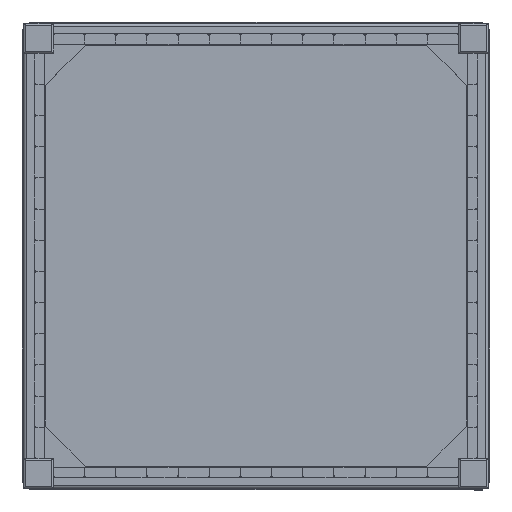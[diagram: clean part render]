
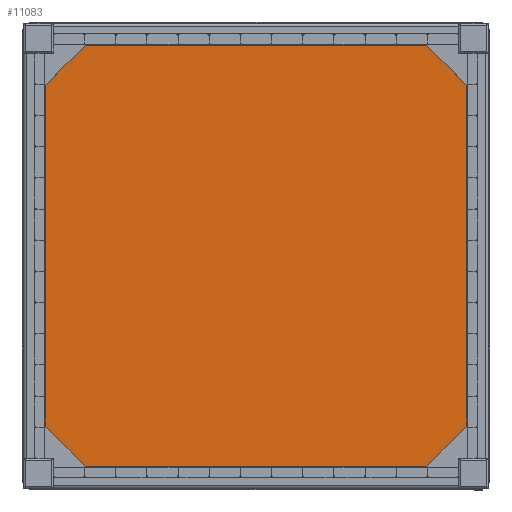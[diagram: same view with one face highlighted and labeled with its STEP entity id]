
A CAD part, top view. The second image highlights one B-rep face of the part: STEP entity #11083.
In plain terms, the highlighted planar face has unit normal (0, 0, 1).
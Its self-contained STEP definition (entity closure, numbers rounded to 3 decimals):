
#632=PLANE('',#12026);
#1250=FACE_OUTER_BOUND('',#1908,.T.);
#1908=EDGE_LOOP('',(#8650,#8651,#8652,#8653,#8654,#8655,#8656,#8657,#8658,
#8659,#8660,#8661));
#2872=LINE('',#17196,#4052);
#2873=LINE('',#17198,#4053);
#2874=LINE('',#17200,#4054);
#2875=LINE('',#17202,#4055);
#2876=LINE('',#17204,#4056);
#2877=LINE('',#17206,#4057);
#2878=LINE('',#17208,#4058);
#2879=LINE('',#17210,#4059);
#2880=LINE('',#17212,#4060);
#2881=LINE('',#17214,#4061);
#2882=LINE('',#17216,#4062);
#2883=LINE('',#17217,#4063);
#4052=VECTOR('',#14186,10.);
#4053=VECTOR('',#14187,10.);
#4054=VECTOR('',#14188,10.);
#4055=VECTOR('',#14189,10.);
#4056=VECTOR('',#14190,10.);
#4057=VECTOR('',#14191,10.);
#4058=VECTOR('',#14192,10.);
#4059=VECTOR('',#14193,10.);
#4060=VECTOR('',#14194,10.);
#4061=VECTOR('',#14195,10.);
#4062=VECTOR('',#14196,10.);
#4063=VECTOR('',#14197,10.);
#5118=VERTEX_POINT('',#17194);
#5119=VERTEX_POINT('',#17195);
#5120=VERTEX_POINT('',#17197);
#5121=VERTEX_POINT('',#17199);
#5122=VERTEX_POINT('',#17201);
#5123=VERTEX_POINT('',#17203);
#5124=VERTEX_POINT('',#17205);
#5125=VERTEX_POINT('',#17207);
#5126=VERTEX_POINT('',#17209);
#5127=VERTEX_POINT('',#17211);
#5128=VERTEX_POINT('',#17213);
#5129=VERTEX_POINT('',#17215);
#6360=EDGE_CURVE('',#5118,#5119,#2872,.T.);
#6361=EDGE_CURVE('',#5119,#5120,#2873,.T.);
#6362=EDGE_CURVE('',#5120,#5121,#2874,.T.);
#6363=EDGE_CURVE('',#5121,#5122,#2875,.T.);
#6364=EDGE_CURVE('',#5122,#5123,#2876,.T.);
#6365=EDGE_CURVE('',#5123,#5124,#2877,.T.);
#6366=EDGE_CURVE('',#5124,#5125,#2878,.T.);
#6367=EDGE_CURVE('',#5125,#5126,#2879,.T.);
#6368=EDGE_CURVE('',#5126,#5127,#2880,.T.);
#6369=EDGE_CURVE('',#5127,#5128,#2881,.T.);
#6370=EDGE_CURVE('',#5128,#5129,#2882,.T.);
#6371=EDGE_CURVE('',#5129,#5118,#2883,.T.);
#8650=ORIENTED_EDGE('',*,*,#6360,.T.);
#8651=ORIENTED_EDGE('',*,*,#6361,.T.);
#8652=ORIENTED_EDGE('',*,*,#6362,.T.);
#8653=ORIENTED_EDGE('',*,*,#6363,.T.);
#8654=ORIENTED_EDGE('',*,*,#6364,.T.);
#8655=ORIENTED_EDGE('',*,*,#6365,.T.);
#8656=ORIENTED_EDGE('',*,*,#6366,.T.);
#8657=ORIENTED_EDGE('',*,*,#6367,.T.);
#8658=ORIENTED_EDGE('',*,*,#6368,.T.);
#8659=ORIENTED_EDGE('',*,*,#6369,.T.);
#8660=ORIENTED_EDGE('',*,*,#6370,.T.);
#8661=ORIENTED_EDGE('',*,*,#6371,.T.);
#11083=ADVANCED_FACE('',(#1250),#632,.T.);
#12026=AXIS2_PLACEMENT_3D('',#17193,#14184,#14185);
#14184=DIRECTION('center_axis',(0.,0.,
1.));
#14185=DIRECTION('ref_axis',(1.,0.,0.));
#14186=DIRECTION('',(-1.,0.,0.));
#14187=DIRECTION('',(0.,1.,0.));
#14188=DIRECTION('',(-1.,0.,0.));
#14189=DIRECTION('',(0.,-1.,0.));
#14190=DIRECTION('',(-1.,0.,0.));
#14191=DIRECTION('',(0.,-1.,0.));
#14192=DIRECTION('',(1.,0.,0.));
#14193=DIRECTION('',(0.,-1.,0.));
#14194=DIRECTION('',(1.,0.,0.));
#14195=DIRECTION('',(0.,1.,0.));
#14196=DIRECTION('',(1.,0.,0.));
#14197=DIRECTION('',(0.,1.,0.));
#17193=CARTESIAN_POINT('Origin',(0.,0.,
-265.));
#17194=CARTESIAN_POINT('',(710.,680.,-265.));
#17195=CARTESIAN_POINT('',(680.,680.,-265.));
#17196=CARTESIAN_POINT('',(355.,680.,-265.));
#17197=CARTESIAN_POINT('',(680.,710.,-265.));
#17198=CARTESIAN_POINT('',(680.,340.,-265.));
#17199=CARTESIAN_POINT('',(-680.,710.,-265.));
#17200=CARTESIAN_POINT('',(710.,710.,-265.));
#17201=CARTESIAN_POINT('',(-680.,680.,-265.));
#17202=CARTESIAN_POINT('',(-680.,355.,-265.));
#17203=CARTESIAN_POINT('',(-710.,680.,-265.));
#17204=CARTESIAN_POINT('',(-340.,680.,-265.));
#17205=CARTESIAN_POINT('',(-710.,-680.,-265.));
#17206=CARTESIAN_POINT('',(-710.,710.,-265.));
#17207=CARTESIAN_POINT('',(-680.,-680.,-265.));
#17208=CARTESIAN_POINT('',(-355.,-680.,-265.));
#17209=CARTESIAN_POINT('',(-680.,-710.,-265.));
#17210=CARTESIAN_POINT('',(-680.,-340.,-265.));
#17211=CARTESIAN_POINT('',(680.,-710.,-265.));
#17212=CARTESIAN_POINT('',(-710.,-710.,-265.));
#17213=CARTESIAN_POINT('',(680.,-680.,-265.));
#17214=CARTESIAN_POINT('',(680.,-355.,-265.));
#17215=CARTESIAN_POINT('',(710.,-680.,-265.));
#17216=CARTESIAN_POINT('',(340.,-680.,-265.));
#17217=CARTESIAN_POINT('',(710.,-710.,-265.));
